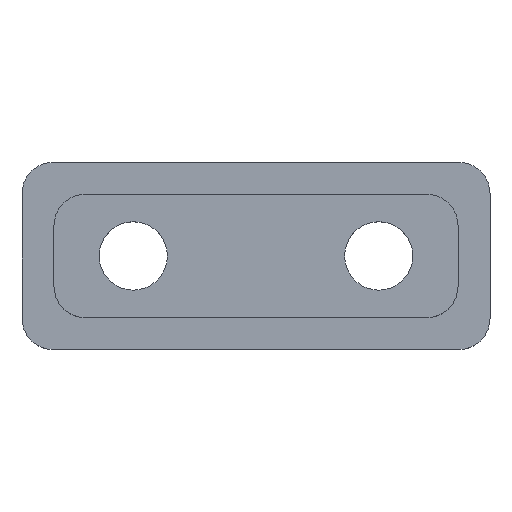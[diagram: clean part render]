
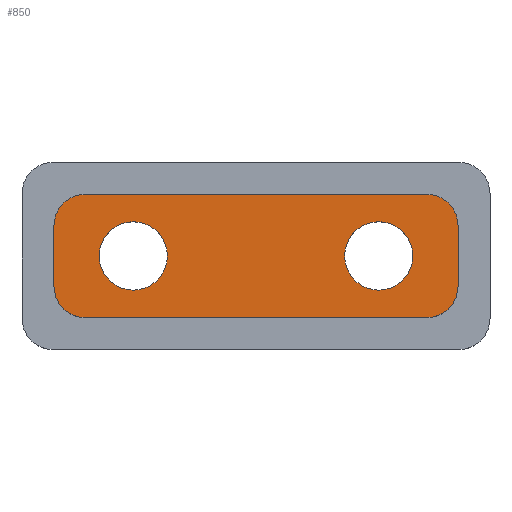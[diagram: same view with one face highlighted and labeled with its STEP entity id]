
A CAD part, top view. The second image highlights one B-rep face of the part: STEP entity #850.
In plain terms, the highlighted planar face has unit normal (0, 0, 1).
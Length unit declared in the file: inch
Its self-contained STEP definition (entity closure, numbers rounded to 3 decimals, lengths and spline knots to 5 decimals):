
#37=FACE_BOUND('',#96,.T.);
#38=FACE_BOUND('',#97,.T.);
#46=FACE_OUTER_BOUND('',#95,.T.);
#95=EDGE_LOOP('',(#571,#572,#573,#574,#575,#576,#577,#578));
#96=EDGE_LOOP('',(#579));
#97=EDGE_LOOP('',(#580));
#153=LINE('',#1270,#235);
#154=LINE('',#1274,#236);
#155=LINE('',#1278,#237);
#156=LINE('',#1281,#238);
#235=VECTOR('',#1000,0.3937);
#236=VECTOR('',#1003,0.3937);
#237=VECTOR('',#1006,0.3937);
#238=VECTOR('',#1009,0.3937);
#317=CIRCLE('',#902,0.1);
#318=CIRCLE('',#903,0.1);
#319=CIRCLE('',#904,0.1);
#320=CIRCLE('',#905,0.1);
#321=CIRCLE('',#906,0.1095);
#322=CIRCLE('',#907,0.1095);
#361=VERTEX_POINT('',#1266);
#362=VERTEX_POINT('',#1267);
#363=VERTEX_POINT('',#1269);
#364=VERTEX_POINT('',#1271);
#365=VERTEX_POINT('',#1273);
#366=VERTEX_POINT('',#1275);
#367=VERTEX_POINT('',#1277);
#368=VERTEX_POINT('',#1279);
#369=VERTEX_POINT('',#1282);
#370=VERTEX_POINT('',#1284);
#445=EDGE_CURVE('',#361,#362,#317,.T.);
#446=EDGE_CURVE('',#363,#361,#153,.T.);
#447=EDGE_CURVE('',#364,#363,#318,.T.);
#448=EDGE_CURVE('',#365,#364,#154,.T.);
#449=EDGE_CURVE('',#366,#365,#319,.T.);
#450=EDGE_CURVE('',#367,#366,#155,.T.);
#451=EDGE_CURVE('',#368,#367,#320,.T.);
#452=EDGE_CURVE('',#362,#368,#156,.T.);
#453=EDGE_CURVE('',#369,#369,#321,.T.);
#454=EDGE_CURVE('',#370,#370,#322,.T.);
#571=ORIENTED_EDGE('',*,*,#445,.F.);
#572=ORIENTED_EDGE('',*,*,#446,.F.);
#573=ORIENTED_EDGE('',*,*,#447,.F.);
#574=ORIENTED_EDGE('',*,*,#448,.F.);
#575=ORIENTED_EDGE('',*,*,#449,.F.);
#576=ORIENTED_EDGE('',*,*,#450,.F.);
#577=ORIENTED_EDGE('',*,*,#451,.F.);
#578=ORIENTED_EDGE('',*,*,#452,.F.);
#579=ORIENTED_EDGE('',*,*,#453,.F.);
#580=ORIENTED_EDGE('',*,*,#454,.F.);
#823=PLANE('',#901);
#850=ADVANCED_FACE('',(#46,#37,#38),#823,.T.);
#901=AXIS2_PLACEMENT_3D('',#1265,#996,#997);
#902=AXIS2_PLACEMENT_3D('',#1268,#998,#999);
#903=AXIS2_PLACEMENT_3D('',#1272,#1001,#1002);
#904=AXIS2_PLACEMENT_3D('',#1276,#1004,#1005);
#905=AXIS2_PLACEMENT_3D('',#1280,#1007,#1008);
#906=AXIS2_PLACEMENT_3D('',#1283,#1010,#1011);
#907=AXIS2_PLACEMENT_3D('',#1285,#1012,#1013);
#996=DIRECTION('center_axis',(0.,0.,1.));
#997=DIRECTION('ref_axis',(1.,0.,0.));
#998=DIRECTION('center_axis',(0.,0.,-1.));
#999=DIRECTION('ref_axis',(-0.707,-0.707,0.));
#1000=DIRECTION('',(-1.,0.,0.));
#1001=DIRECTION('center_axis',(0.,0.,-1.));
#1002=DIRECTION('ref_axis',(0.707,-0.707,0.));
#1003=DIRECTION('',(0.,-1.,0.));
#1004=DIRECTION('center_axis',(0.,0.,-1.));
#1005=DIRECTION('ref_axis',(0.707,0.707,0.));
#1006=DIRECTION('',(1.,0.,0.));
#1007=DIRECTION('center_axis',(0.,0.,-1.));
#1008=DIRECTION('ref_axis',(-0.707,0.707,0.));
#1009=DIRECTION('',(0.,1.,0.));
#1010=DIRECTION('center_axis',(0.,0.,1.));
#1011=DIRECTION('ref_axis',(1.,0.,0.));
#1012=DIRECTION('center_axis',(0.,0.,1.));
#1013=DIRECTION('ref_axis',(1.,0.,0.));
#1265=CARTESIAN_POINT('Origin',(0.75,0.3,0.0875));
#1266=CARTESIAN_POINT('',(0.2025,0.1025,0.0875));
#1267=CARTESIAN_POINT('',(0.1025,0.2025,0.0875));
#1268=CARTESIAN_POINT('Origin',(0.2025,0.2025,0.0875));
#1269=CARTESIAN_POINT('',(1.2975,0.1025,0.0875));
#1270=CARTESIAN_POINT('',(0.75,0.1025,0.0875));
#1271=CARTESIAN_POINT('',(1.3975,0.2025,0.0875));
#1272=CARTESIAN_POINT('Origin',(1.2975,0.2025,0.0875));
#1273=CARTESIAN_POINT('',(1.3975,0.3975,0.0875));
#1274=CARTESIAN_POINT('',(1.3975,0.3,0.0875));
#1275=CARTESIAN_POINT('',(1.2975,0.4975,0.0875));
#1276=CARTESIAN_POINT('Origin',(1.2975,0.3975,0.0875));
#1277=CARTESIAN_POINT('',(0.2025,0.4975,0.0875));
#1278=CARTESIAN_POINT('',(0.75,0.4975,0.0875));
#1279=CARTESIAN_POINT('',(0.1025,0.3975,0.0875));
#1280=CARTESIAN_POINT('Origin',(0.2025,0.3975,0.0875));
#1281=CARTESIAN_POINT('',(0.1025,0.3,0.0875));
#1282=CARTESIAN_POINT('',(1.034,0.3,0.0875));
#1283=CARTESIAN_POINT('Origin',(1.1435,0.3,0.0875));
#1284=CARTESIAN_POINT('',(0.247,0.3,0.0875));
#1285=CARTESIAN_POINT('Origin',(0.3565,0.3,0.0875));
